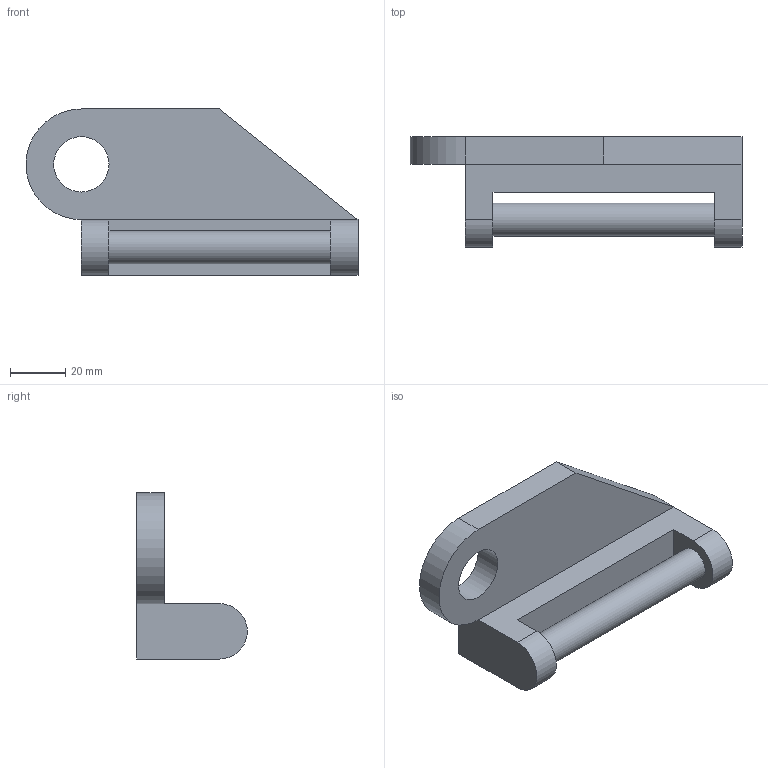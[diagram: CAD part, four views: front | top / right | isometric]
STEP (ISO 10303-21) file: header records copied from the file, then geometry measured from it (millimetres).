
FILE_DESCRIPTION(/* description */ (''),/* implementation_level */ '2;1');
FILE_NAME(/* name */ 'Exercise - 66 v1.step',/* time_stamp */ '2025-10-23T17:24:51+05:30',/* author */ (''),/* organization */ (''),/* preprocessor_version */ 'ST-DEVELOPER v20.1',/* originating_system */ 'Autodesk Translation Framework v14.17.0.0',/* authorisation */ '');
FILE_SCHEMA (('AUTOMOTIVE_DESIGN { 1 0 10303 214 3 1 1 }'));
Length unit declared in the file: millimetre
Products named in the file (1): Exercise - 66
Bounding box: 120 x 40 x 60 mm (x, y, z)
Volume: 89331 mm3; surface area: 21671.6 mm2
Topology: 1 solids, 1 shells, 16 faces, 40 edges, 26 vertices
Faces by surface type: plane 11, cylinder 5
Full cylindrical faces by diameter (mm): 12 x1, 20 x1
Entity records: 519 total; most frequent: DIRECTION 84, CARTESIAN_POINT 83, ORIENTED_EDGE 80, EDGE_CURVE 40, LINE 30, VECTOR 30, AXIS2_PLACEMENT_3D 27, VERTEX_POINT 26
